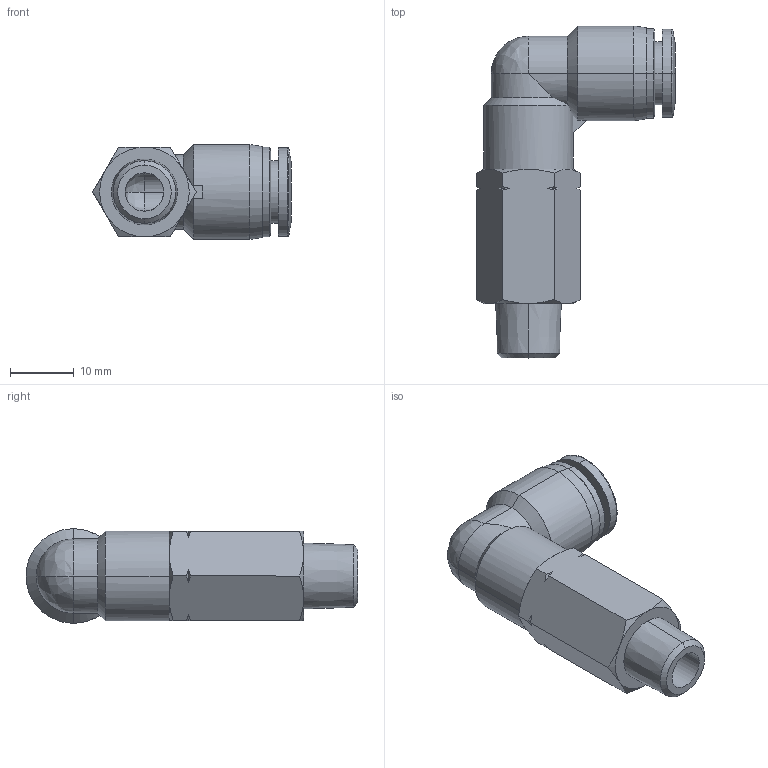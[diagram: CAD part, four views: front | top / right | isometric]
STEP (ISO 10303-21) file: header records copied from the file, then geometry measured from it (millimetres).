
FILE_DESCRIPTION (( 'STEP AP203' ), '1' );
FILE_NAME ('MEL516-18N.step', '2016-02-15T20:01:09', ( '' ), ( '' ), 'SwSTEP 2.0', 'SolidWorks 2015', '' );
FILE_SCHEMA (( 'CONFIG_CONTROL_DESIGN' ));
Length unit declared in the file: inch
Products named in the file (1): MEL516-18N
Bounding box: 31.03 x 51.9 x 14.8 mm (x, y, z)
Volume: 7150.5 mm3; surface area: 4648.1 mm2
Topology: 1 solids, 1 shells, 87 faces, 207 edges, 122 vertices
Faces by surface type: cone 43, cylinder 21, plane 15, bspline 8
Entity records: 2748 total; most frequent: CARTESIAN_POINT 780, ORIENTED_EDGE 406, DIRECTION 386, EDGE_CURVE 203, AXIS2_PLACEMENT_3D 166, VERTEX_POINT 122, EDGE_LOOP 93, FACE_OUTER_BOUND 87
